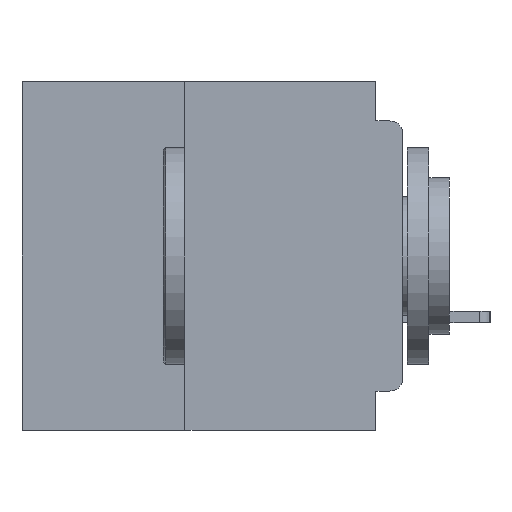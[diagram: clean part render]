
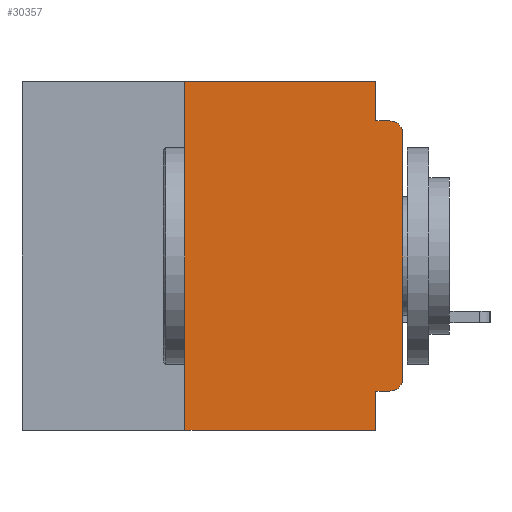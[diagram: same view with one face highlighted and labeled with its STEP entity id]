
A CAD part, left-side view. The second image highlights one B-rep face of the part: STEP entity #30357.
In plain terms, the highlighted planar face has unit normal (-1, 0, 0).
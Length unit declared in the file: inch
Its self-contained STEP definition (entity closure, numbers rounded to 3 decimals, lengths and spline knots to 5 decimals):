
#208 = CARTESIAN_POINT ( 'NONE',  ( 0., 0., -0.355 ) ) ;
#1098 = PLANE ( 'NONE',  #18626 ) ;
#1560 = LINE ( 'NONE', #4275, #9196 ) ;
#2126 = LINE ( 'NONE', #43667, #10929 ) ;
#2821 = FACE_OUTER_BOUND ( 'NONE', #24299, .T. ) ;
#3243 = ORIENTED_EDGE ( 'NONE', *, *, #32820, .T. ) ;
#3320 = ORIENTED_EDGE ( 'NONE', *, *, #6120, .F. ) ;
#3357 = CARTESIAN_POINT ( 'NONE',  ( 0., 0.015, -0.045 ) ) ;
#3403 = ORIENTED_EDGE ( 'NONE', *, *, #11590, .T. ) ;
#3517 = CARTESIAN_POINT ( 'NONE',  ( 0., 0.437, 0. ) ) ;
#4275 = CARTESIAN_POINT ( 'NONE',  ( 0., 0.031, -0.4 ) ) ;
#4868 = DIRECTION ( 'NONE',  ( 0., 0., -1. ) ) ;
#5254 = DIRECTION ( 'NONE',  ( 0., 0., 1. ) ) ;
#5366 = VERTEX_POINT ( 'NONE', #40180 ) ;
#6120 = EDGE_CURVE ( 'NONE', #12051, #28068, #35532, .T. ) ;
#6438 = VERTEX_POINT ( 'NONE', #24238 ) ;
#6652 = EDGE_CURVE ( 'NONE', #28068, #6438, #1560, .T. ) ;
#6838 = LINE ( 'NONE', #24151, #34892 ) ;
#8632 = DIRECTION ( 'NONE',  ( -1., 0., 0. ) ) ;
#8746 = VECTOR ( 'NONE', #5254, 39.37008 ) ;
#8758 = VERTEX_POINT ( 'NONE', #25530 ) ;
#9196 = VECTOR ( 'NONE', #11639, 39.37008 ) ;
#10233 = DIRECTION ( 'NONE',  ( 0., -1., 0. ) ) ;
#10424 = CARTESIAN_POINT ( 'NONE',  ( 0., 0.25, -0.4 ) ) ;
#10442 = AXIS2_PLACEMENT_3D ( 'NONE', #19313, #44649, #22948 ) ;
#10929 = VECTOR ( 'NONE', #25757, 39.37008 ) ;
#11098 = EDGE_CURVE ( 'NONE', #19487, #37895, #20182, .T. ) ;
#11590 = EDGE_CURVE ( 'NONE', #37179, #6438, #43370, .T. ) ;
#11639 = DIRECTION ( 'NONE',  ( 0., 0., -1. ) ) ;
#11859 = ORIENTED_EDGE ( 'NONE', *, *, #11098, .F. ) ;
#12051 = VERTEX_POINT ( 'NONE', #23717 ) ;
#12218 = DIRECTION ( 'NONE',  ( 1., 0., 0. ) ) ;
#13130 = ORIENTED_EDGE ( 'NONE', *, *, #37892, .F. ) ;
#15418 = CARTESIAN_POINT ( 'NONE',  ( 0., 0.25, 0. ) ) ;
#15549 = VECTOR ( 'NONE', #10233, 39.37008 ) ;
#16973 = DIRECTION ( 'NONE',  ( 0., 0., 1. ) ) ;
#17868 = EDGE_CURVE ( 'NONE', #5366, #26336, #6838, .T. ) ;
#18132 = AXIS2_PLACEMENT_3D ( 'NONE', #30454, #8632, #34153 ) ;
#18626 = AXIS2_PLACEMENT_3D ( 'NONE', #44890, #12218, #4868 ) ;
#19057 = VECTOR ( 'NONE', #43602, 39.37008 ) ;
#19313 = CARTESIAN_POINT ( 'NONE',  ( 0., 0.015, -0.34 ) ) ;
#19487 = VERTEX_POINT ( 'NONE', #15418 ) ;
#19836 = ORIENTED_EDGE ( 'NONE', *, *, #41457, .T. ) ;
#20182 = LINE ( 'NONE', #3517, #19057 ) ;
#22120 = CARTESIAN_POINT ( 'NONE',  ( 0., 0.031, 0. ) ) ;
#22373 = DIRECTION ( 'NONE',  ( 0., 1., 0. ) ) ;
#22948 = DIRECTION ( 'NONE',  ( 0., 0., -1. ) ) ;
#23717 = CARTESIAN_POINT ( 'NONE',  ( 0., 0.015, -0.355 ) ) ;
#24151 = CARTESIAN_POINT ( 'NONE',  ( 0., 0., -0.045 ) ) ;
#24238 = CARTESIAN_POINT ( 'NONE',  ( 0., 0.031, -0.4 ) ) ;
#24299 = EDGE_LOOP ( 'NONE', ( #19836, #34037, #32414, #13130, #11859, #43333, #3403, #30840, #3320, #3243 ) ) ;
#24681 = VECTOR ( 'NONE', #22373, 39.37008 ) ;
#25530 = CARTESIAN_POINT ( 'NONE',  ( 0., 0., -0.34 ) ) ;
#25757 = DIRECTION ( 'NONE',  ( 0., 0., -1. ) ) ;
#25844 = VECTOR ( 'NONE', #16973, 39.37008 ) ;
#26121 = EDGE_CURVE ( 'NONE', #37179, #19487, #26973, .T. ) ;
#26336 = VERTEX_POINT ( 'NONE', #3357 ) ;
#26973 = LINE ( 'NONE', #35138, #25844 ) ;
#27163 = CARTESIAN_POINT ( 'NONE',  ( 0., 0., 0. ) ) ;
#27179 = CARTESIAN_POINT ( 'NONE',  ( 0., 0.031, -0.355 ) ) ;
#28068 = VERTEX_POINT ( 'NONE', #27179 ) ;
#28151 = LINE ( 'NONE', #27163, #8746 ) ;
#30357 = ADVANCED_FACE ( 'NONE', ( #2821 ), #1098, .F. ) ;
#30454 = CARTESIAN_POINT ( 'NONE',  ( 0., 0.015, -0.06 ) ) ;
#30840 = ORIENTED_EDGE ( 'NONE', *, *, #6652, .F. ) ;
#32007 = CARTESIAN_POINT ( 'NONE',  ( 0., 0.437, -0.4 ) ) ;
#32414 = ORIENTED_EDGE ( 'NONE', *, *, #17868, .F. ) ;
#32820 = EDGE_CURVE ( 'NONE', #12051, #8758, #40421, .T. ) ;
#34037 = ORIENTED_EDGE ( 'NONE', *, *, #43810, .T. ) ;
#34153 = DIRECTION ( 'NONE',  ( 0., 0., -1. ) ) ;
#34892 = VECTOR ( 'NONE', #35312, 39.37008 ) ;
#35138 = CARTESIAN_POINT ( 'NONE',  ( 0., 0.25, -0.4 ) ) ;
#35312 = DIRECTION ( 'NONE',  ( 0., -1., 0. ) ) ;
#35532 = LINE ( 'NONE', #208, #24681 ) ;
#37054 = VERTEX_POINT ( 'NONE', #38715 ) ;
#37179 = VERTEX_POINT ( 'NONE', #10424 ) ;
#37892 = EDGE_CURVE ( 'NONE', #37895, #5366, #2126, .T. ) ;
#37895 = VERTEX_POINT ( 'NONE', #22120 ) ;
#38715 = CARTESIAN_POINT ( 'NONE',  ( 0., 0., -0.06 ) ) ;
#40180 = CARTESIAN_POINT ( 'NONE',  ( 0., 0.031, -0.045 ) ) ;
#40421 = CIRCLE ( 'NONE', #10442, 0.015 ) ;
#41457 = EDGE_CURVE ( 'NONE', #8758, #37054, #28151, .T. ) ;
#43333 = ORIENTED_EDGE ( 'NONE', *, *, #26121, .F. ) ;
#43370 = LINE ( 'NONE', #32007, #15549 ) ;
#43602 = DIRECTION ( 'NONE',  ( 0., -1., 0. ) ) ;
#43667 = CARTESIAN_POINT ( 'NONE',  ( 0., 0.031, 0. ) ) ;
#43810 = EDGE_CURVE ( 'NONE', #37054, #26336, #46609, .T. ) ;
#44649 = DIRECTION ( 'NONE',  ( -1., 0., 0. ) ) ;
#44890 = CARTESIAN_POINT ( 'NONE',  ( 0., 0.437, 0. ) ) ;
#46609 = CIRCLE ( 'NONE', #18132, 0.015 ) ;
